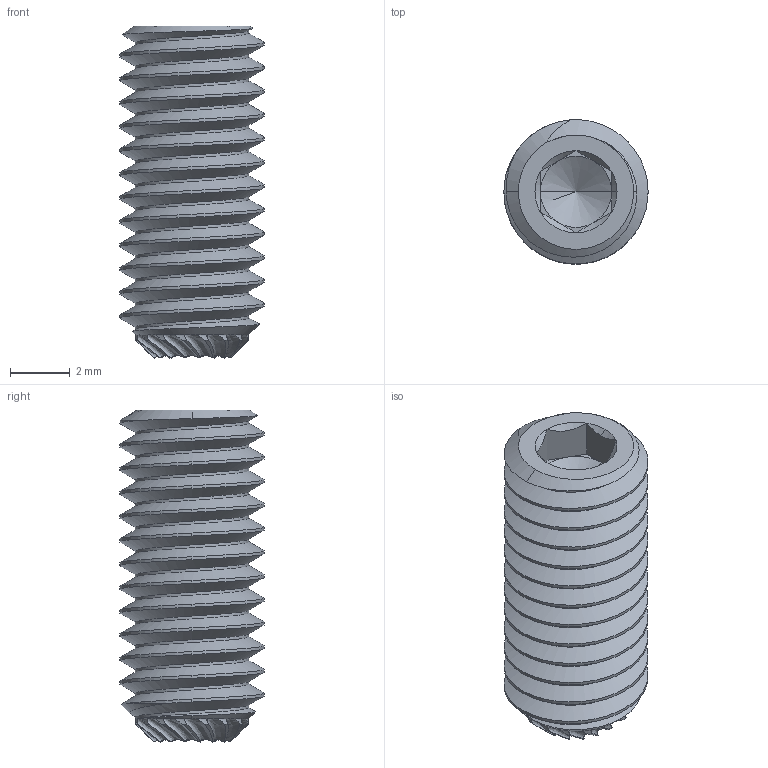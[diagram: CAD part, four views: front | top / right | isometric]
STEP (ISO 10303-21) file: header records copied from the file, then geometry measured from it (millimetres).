
FILE_DESCRIPTION (( 'STEP AP203' ), '1' );
FILE_NAME ('90289A341.step', '2013-07-29T16:04:26', ( 'Admin' ), ( 'Microsoft' ), 'SwSTEP 2.0', 'SolidWorks 2012', '' );
FILE_SCHEMA (( 'CONFIG_CONTROL_DESIGN' ));
Length unit declared in the file: inch
Products named in the file (1): 90289A341
Bounding box: 4.83 x 4.82 x 11.11 mm (x, y, z)
Volume: 147.9 mm3; surface area: 284.3 mm2
Topology: 1 solids, 1 shells, 129 faces, 334 edges, 204 vertices
Faces by surface type: cylinder 43, cone 34, plane 29, bspline 23
Entity records: 10405 total; most frequent: CARTESIAN_POINT 7637, ORIENTED_EDGE 660, DIRECTION 456, EDGE_CURVE 330, VERTEX_POINT 204, AXIS2_PLACEMENT_3D 202, EDGE_LOOP 130, ADVANCED_FACE 129
